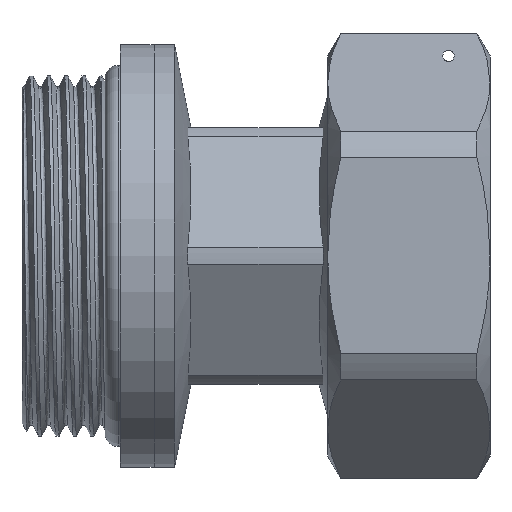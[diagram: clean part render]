
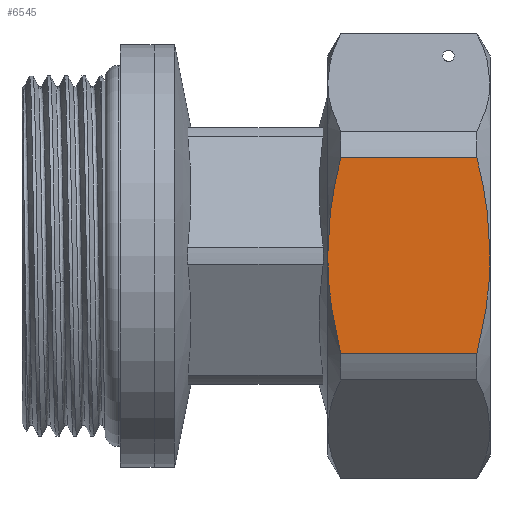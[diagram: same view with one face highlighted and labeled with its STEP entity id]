
A CAD part, top view. The second image highlights one B-rep face of the part: STEP entity #6545.
In plain terms, the highlighted face is planar.
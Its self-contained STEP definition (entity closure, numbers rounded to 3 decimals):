
#4375=DIRECTION('',(1.,0.,0.));
#4376=VECTOR('',#4375,18.036);
#4377=CARTESIAN_POINT('',(-19.768,-12.961,-26.5));
#4378=LINE('',#4377,#4376);
#4392=DIRECTION('',(1.,0.,0.));
#4393=VECTOR('',#4392,18.036);
#4394=CARTESIAN_POINT('',(-19.768,12.961,-26.5));
#4395=LINE('',#4394,#4393);
#4495=CARTESIAN_POINT('',(0.,0.,-26.5));
#4496=CARTESIAN_POINT('',(0.,0.855,-26.5));
#4497=CARTESIAN_POINT('',(-0.048,2.566,-26.5));
#4498=CARTESIAN_POINT('',(-0.261,5.13,-26.5));
#4499=CARTESIAN_POINT('',(-0.612,7.701,-26.5));
#4500=CARTESIAN_POINT('',(-1.094,10.297,-26.5));
#4501=CARTESIAN_POINT('',(-1.505,12.068,-26.5));
#4502=CARTESIAN_POINT('',(-1.732,12.961,-26.5));
#4509=CARTESIAN_POINT('',(-1.732,-12.961,-26.5));
#4510=CARTESIAN_POINT('',(-1.449,-11.845,-26.5));
#4511=CARTESIAN_POINT('',(-0.948,-9.636,-26.5));
#4512=CARTESIAN_POINT('',(-0.407,-6.414,-26.5));
#4513=CARTESIAN_POINT('',(-0.075,-3.207,-26.5));
#4514=CARTESIAN_POINT('',(0.,-1.068,-26.5));
#4515=CARTESIAN_POINT('',(0.,0.,-26.5));
#4610=CARTESIAN_POINT('',(-21.5,0.,-26.5));
#4611=CARTESIAN_POINT('',(-21.5,0.855,-26.5));
#4612=CARTESIAN_POINT('',(-21.452,2.566,-26.5));
#4613=CARTESIAN_POINT('',(-21.239,5.13,-26.5));
#4614=CARTESIAN_POINT('',(-20.888,7.701,-26.5));
#4615=CARTESIAN_POINT('',(-20.406,10.297,-26.5));
#4616=CARTESIAN_POINT('',(-19.995,12.068,-26.5));
#4617=CARTESIAN_POINT('',(-19.768,12.961,-26.5));
#4624=CARTESIAN_POINT('',(-19.768,-12.961,-26.5));
#4625=CARTESIAN_POINT('',(-20.051,-11.845,-26.5));
#4626=CARTESIAN_POINT('',(-20.552,-9.636,-26.5));
#4627=CARTESIAN_POINT('',(-21.093,-6.414,-26.5));
#4628=CARTESIAN_POINT('',(-21.425,-3.207,-26.5));
#4629=CARTESIAN_POINT('',(-21.5,-1.068,-26.5));
#4630=CARTESIAN_POINT('',(-21.5,0.,-26.5));
#6320=CARTESIAN_POINT('',(-19.768,-12.961,-26.5));
#6321=CARTESIAN_POINT('',(-1.732,-12.961,-26.5));
#6322=VERTEX_POINT('',#6320);
#6323=VERTEX_POINT('',#6321);
#6324=CARTESIAN_POINT('',(-19.768,12.961,-26.5));
#6325=CARTESIAN_POINT('',(-1.732,12.961,-26.5));
#6326=VERTEX_POINT('',#6324);
#6327=VERTEX_POINT('',#6325);
#6339=VERTEX_POINT('',#4515);
#6342=VERTEX_POINT('',#4630);
#6528=CARTESIAN_POINT('',(0.,15.3,-26.5));
#6529=DIRECTION('',(0.,0.,1.));
#6530=DIRECTION('',(0.,-1.,0.));
#6531=AXIS2_PLACEMENT_3D('',#6528,#6529,#6530);
#6532=PLANE('',#6531);
#6533=ORIENTED_EDGE('',*,*,#6438,.T.);
#6535=ORIENTED_EDGE('',*,*,#6534,.T.);
#6537=ORIENTED_EDGE('',*,*,#6536,.T.);
#6538=ORIENTED_EDGE('',*,*,#6458,.F.);
#6540=ORIENTED_EDGE('',*,*,#6539,.F.);
#6542=ORIENTED_EDGE('',*,*,#6541,.F.);
#6543=EDGE_LOOP('',(#6533,#6535,#6537,#6538,#6540,#6542));
#6544=FACE_OUTER_BOUND('',#6543,.F.);
#6545=ADVANCED_FACE('',(#6544),#6532,.F.);
#4503=B_SPLINE_CURVE_WITH_KNOTS('',3,(#4495,#4496,#4497,#4498,#4499,#4500,#4501,
#4502),.UNSPECIFIED.,.F.,.F.,(4,1,1,1,1,4),(0.,0.2,0.4,0.6,0.8,1.),
.UNSPECIFIED.);
#4516=B_SPLINE_CURVE_WITH_KNOTS('',3,(#4509,#4510,#4511,#4512,#4513,#4514,
#4515),.UNSPECIFIED.,.F.,.F.,(4,1,1,1,4),(0.,0.25,0.5,0.75,1.),
.UNSPECIFIED.);
#4618=B_SPLINE_CURVE_WITH_KNOTS('',3,(#4610,#4611,#4612,#4613,#4614,#4615,#4616,
#4617),.UNSPECIFIED.,.F.,.F.,(4,1,1,1,1,4),(0.,0.2,0.4,0.6,0.8,1.),
.UNSPECIFIED.);
#4631=B_SPLINE_CURVE_WITH_KNOTS('',3,(#4624,#4625,#4626,#4627,#4628,#4629,
#4630),.UNSPECIFIED.,.F.,.F.,(4,1,1,1,4),(0.,0.25,0.5,0.75,1.),
.UNSPECIFIED.);
#6438=EDGE_CURVE('',#6322,#6323,#4378,.T.);
#6458=EDGE_CURVE('',#6326,#6327,#4395,.T.);
#6534=EDGE_CURVE('',#6323,#6339,#4516,.T.);
#6536=EDGE_CURVE('',#6339,#6327,#4503,.T.);
#6539=EDGE_CURVE('',#6342,#6326,#4618,.T.);
#6541=EDGE_CURVE('',#6322,#6342,#4631,.T.);
